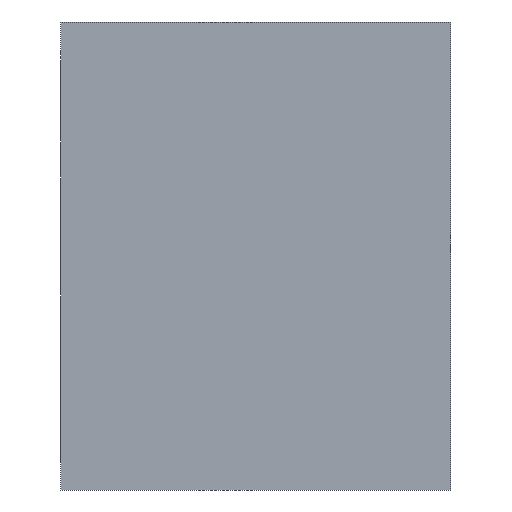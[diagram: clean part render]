
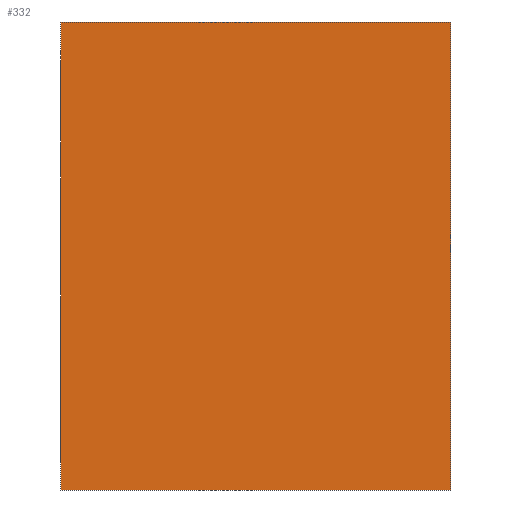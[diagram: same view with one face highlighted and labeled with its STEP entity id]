
A CAD part, front view. The second image highlights one B-rep face of the part: STEP entity #332.
In plain terms, the highlighted planar face has unit normal (0, -1, 0).
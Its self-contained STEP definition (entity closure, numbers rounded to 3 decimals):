
#18=LINE('',#566,#30);
#23=LINE('',#576,#35);
#24=LINE('',#579,#36);
#25=LINE('',#580,#37);
#30=VECTOR('',#479,10.);
#35=VECTOR('',#488,10.);
#36=VECTOR('',#491,10.);
#37=VECTOR('',#492,10.);
#46=PLANE('',#395);
#96=FACE_OUTER_BOUND('',#135,.T.);
#135=EDGE_LOOP('',(#280,#281,#282,#283));
#193=VERTEX_POINT('',#559);
#196=VERTEX_POINT('',#564);
#199=VERTEX_POINT('',#574);
#200=VERTEX_POINT('',#578);
#226=EDGE_CURVE('',#196,#193,#18,.T.);
#231=EDGE_CURVE('',#199,#196,#23,.T.);
#232=EDGE_CURVE('',#200,#199,#24,.T.);
#233=EDGE_CURVE('',#193,#200,#25,.T.);
#280=ORIENTED_EDGE('',*,*,#231,.F.);
#281=ORIENTED_EDGE('',*,*,#232,.F.);
#282=ORIENTED_EDGE('',*,*,#233,.F.);
#283=ORIENTED_EDGE('',*,*,#226,.F.);
#332=ADVANCED_FACE('',(#96),#46,.T.);
#395=AXIS2_PLACEMENT_3D('',#577,#489,#490);
#479=DIRECTION('',(0.,0.,1.));
#488=DIRECTION('',(-1.,0.,0.));
#489=DIRECTION('center_axis',(0.,-1.,0.));
#490=DIRECTION('ref_axis',(0.,0.,-1.));
#491=DIRECTION('',(0.,0.,-1.));
#492=DIRECTION('',(1.,0.,0.));
#559=CARTESIAN_POINT('',(-20.,-33.,24.));
#564=CARTESIAN_POINT('',(-20.,-33.,-24.));
#566=CARTESIAN_POINT('',(-20.,-33.,-24.));
#574=CARTESIAN_POINT('',(20.,-33.,-24.));
#576=CARTESIAN_POINT('',(0.,-33.,-24.));
#577=CARTESIAN_POINT('Origin',(0.,-33.,24.));
#578=CARTESIAN_POINT('',(20.,-33.,24.));
#579=CARTESIAN_POINT('',(20.,-33.,-24.));
#580=CARTESIAN_POINT('',(0.,-33.,24.));
